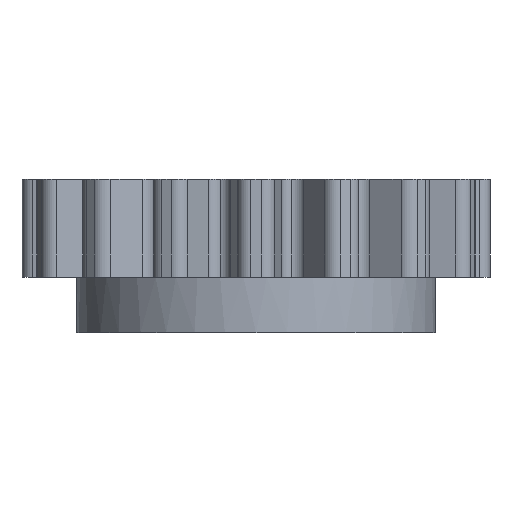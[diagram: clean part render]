
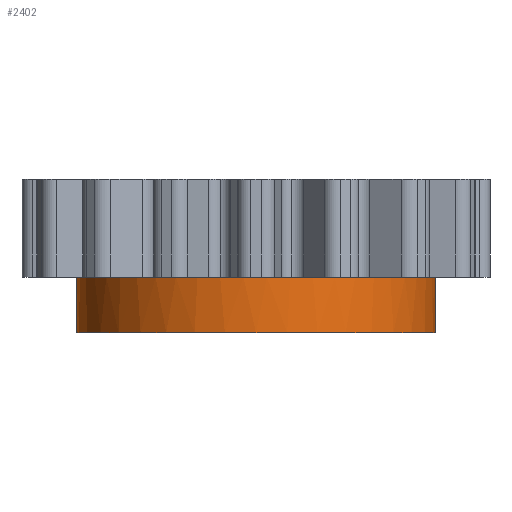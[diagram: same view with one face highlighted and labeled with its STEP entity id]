
A CAD part, front view. The second image highlights one B-rep face of the part: STEP entity #2402.
In plain terms, the highlighted cylindrical face has radius 6.985 mm (diameter 13.97 mm), a full revolution.
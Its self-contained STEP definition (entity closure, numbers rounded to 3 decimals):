
#40=LINE('',#3771,#251);
#251=VECTOR('',#2949,6.985);
#450=CYLINDRICAL_SURFACE('',#2577,6.985);
#521=FACE_OUTER_BOUND('',#656,.T.);
#656=EDGE_LOOP('',(#1621,#1622,#1623,#1624,#1625,#1626,#1627,#1628,#1629,
#1630,#1631,#1632,#1633,#1634,#1635,#1636,#1637,#1638,#1639,#1640));
#805=CIRCLE('',#2578,6.985);
#806=CIRCLE('',#2579,6.985);
#807=CIRCLE('',#2580,6.985);
#808=CIRCLE('',#2581,6.985);
#809=CIRCLE('',#2582,6.985);
#810=CIRCLE('',#2583,6.985);
#811=CIRCLE('',#2584,6.985);
#812=CIRCLE('',#2585,6.985);
#813=CIRCLE('',#2586,6.985);
#814=CIRCLE('',#2587,6.985);
#815=CIRCLE('',#2588,6.985);
#816=CIRCLE('',#2589,6.985);
#817=CIRCLE('',#2590,6.985);
#818=CIRCLE('',#2591,6.985);
#819=CIRCLE('',#2592,6.985);
#820=CIRCLE('',#2593,6.985);
#821=CIRCLE('',#2594,6.985);
#822=CIRCLE('',#2595,6.985);
#995=VERTEX_POINT('',#3768);
#996=VERTEX_POINT('',#3770);
#997=VERTEX_POINT('',#3772);
#998=VERTEX_POINT('',#3774);
#999=VERTEX_POINT('',#3776);
#1000=VERTEX_POINT('',#3778);
#1001=VERTEX_POINT('',#3780);
#1002=VERTEX_POINT('',#3782);
#1003=VERTEX_POINT('',#3784);
#1004=VERTEX_POINT('',#3786);
#1005=VERTEX_POINT('',#3788);
#1006=VERTEX_POINT('',#3790);
#1007=VERTEX_POINT('',#3792);
#1008=VERTEX_POINT('',#3794);
#1009=VERTEX_POINT('',#3796);
#1010=VERTEX_POINT('',#3798);
#1011=VERTEX_POINT('',#3800);
#1012=VERTEX_POINT('',#3802);
#1242=EDGE_CURVE('',#995,#995,#805,.T.);
#1243=EDGE_CURVE('',#995,#996,#40,.T.);
#1244=EDGE_CURVE('',#997,#996,#806,.T.);
#1245=EDGE_CURVE('',#998,#997,#807,.T.);
#1246=EDGE_CURVE('',#999,#998,#808,.T.);
#1247=EDGE_CURVE('',#1000,#999,#809,.T.);
#1248=EDGE_CURVE('',#1001,#1000,#810,.T.);
#1249=EDGE_CURVE('',#1002,#1001,#811,.T.);
#1250=EDGE_CURVE('',#1003,#1002,#812,.T.);
#1251=EDGE_CURVE('',#1004,#1003,#813,.T.);
#1252=EDGE_CURVE('',#1005,#1004,#814,.T.);
#1253=EDGE_CURVE('',#1006,#1005,#815,.T.);
#1254=EDGE_CURVE('',#1007,#1006,#816,.T.);
#1255=EDGE_CURVE('',#1008,#1007,#817,.T.);
#1256=EDGE_CURVE('',#1009,#1008,#818,.T.);
#1257=EDGE_CURVE('',#1010,#1009,#819,.T.);
#1258=EDGE_CURVE('',#1011,#1010,#820,.T.);
#1259=EDGE_CURVE('',#1012,#1011,#821,.T.);
#1260=EDGE_CURVE('',#996,#1012,#822,.T.);
#1621=ORIENTED_EDGE('',*,*,#1242,.T.);
#1622=ORIENTED_EDGE('',*,*,#1243,.T.);
#1623=ORIENTED_EDGE('',*,*,#1244,.F.);
#1624=ORIENTED_EDGE('',*,*,#1245,.F.);
#1625=ORIENTED_EDGE('',*,*,#1246,.F.);
#1626=ORIENTED_EDGE('',*,*,#1247,.F.);
#1627=ORIENTED_EDGE('',*,*,#1248,.F.);
#1628=ORIENTED_EDGE('',*,*,#1249,.F.);
#1629=ORIENTED_EDGE('',*,*,#1250,.F.);
#1630=ORIENTED_EDGE('',*,*,#1251,.F.);
#1631=ORIENTED_EDGE('',*,*,#1252,.F.);
#1632=ORIENTED_EDGE('',*,*,#1253,.F.);
#1633=ORIENTED_EDGE('',*,*,#1254,.F.);
#1634=ORIENTED_EDGE('',*,*,#1255,.F.);
#1635=ORIENTED_EDGE('',*,*,#1256,.F.);
#1636=ORIENTED_EDGE('',*,*,#1257,.F.);
#1637=ORIENTED_EDGE('',*,*,#1258,.F.);
#1638=ORIENTED_EDGE('',*,*,#1259,.F.);
#1639=ORIENTED_EDGE('',*,*,#1260,.F.);
#1640=ORIENTED_EDGE('',*,*,#1243,.F.);
#2402=ADVANCED_FACE('',(#521),#450,.T.);
#2577=AXIS2_PLACEMENT_3D('',#3767,#2945,#2946);
#2578=AXIS2_PLACEMENT_3D('',#3769,#2947,#2948);
#2579=AXIS2_PLACEMENT_3D('',#3773,#2950,#2951);
#2580=AXIS2_PLACEMENT_3D('',#3775,#2952,#2953);
#2581=AXIS2_PLACEMENT_3D('',#3777,#2954,#2955);
#2582=AXIS2_PLACEMENT_3D('',#3779,#2956,#2957);
#2583=AXIS2_PLACEMENT_3D('',#3781,#2958,#2959);
#2584=AXIS2_PLACEMENT_3D('',#3783,#2960,#2961);
#2585=AXIS2_PLACEMENT_3D('',#3785,#2962,#2963);
#2586=AXIS2_PLACEMENT_3D('',#3787,#2964,#2965);
#2587=AXIS2_PLACEMENT_3D('',#3789,#2966,#2967);
#2588=AXIS2_PLACEMENT_3D('',#3791,#2968,#2969);
#2589=AXIS2_PLACEMENT_3D('',#3793,#2970,#2971);
#2590=AXIS2_PLACEMENT_3D('',#3795,#2972,#2973);
#2591=AXIS2_PLACEMENT_3D('',#3797,#2974,#2975);
#2592=AXIS2_PLACEMENT_3D('',#3799,#2976,#2977);
#2593=AXIS2_PLACEMENT_3D('',#3801,#2978,#2979);
#2594=AXIS2_PLACEMENT_3D('',#3803,#2980,#2981);
#2595=AXIS2_PLACEMENT_3D('',#3804,#2982,#2983);
#2945=DIRECTION('center_axis',(0.,0.,-1.));
#2946=DIRECTION('ref_axis',(-1.,0.,0.));
#2947=DIRECTION('center_axis',(0.,0.,1.));
#2948=DIRECTION('ref_axis',(1.,0.,0.));
#2949=DIRECTION('',(0.,0.,1.));
#2950=DIRECTION('center_axis',(0.,0.,1.));
#2951=DIRECTION('ref_axis',(1.,0.,0.));
#2952=DIRECTION('center_axis',(0.,0.,1.));
#2953=DIRECTION('ref_axis',(1.,0.,0.));
#2954=DIRECTION('center_axis',(0.,0.,1.));
#2955=DIRECTION('ref_axis',(1.,0.,0.));
#2956=DIRECTION('center_axis',(0.,0.,1.));
#2957=DIRECTION('ref_axis',(1.,0.,0.));
#2958=DIRECTION('center_axis',(0.,0.,1.));
#2959=DIRECTION('ref_axis',(1.,0.,0.));
#2960=DIRECTION('center_axis',(0.,0.,1.));
#2961=DIRECTION('ref_axis',(1.,0.,0.));
#2962=DIRECTION('center_axis',(0.,0.,1.));
#2963=DIRECTION('ref_axis',(1.,0.,0.));
#2964=DIRECTION('center_axis',(0.,0.,1.));
#2965=DIRECTION('ref_axis',(1.,0.,0.));
#2966=DIRECTION('center_axis',(0.,0.,1.));
#2967=DIRECTION('ref_axis',(1.,0.,0.));
#2968=DIRECTION('center_axis',(0.,0.,1.));
#2969=DIRECTION('ref_axis',(1.,0.,0.));
#2970=DIRECTION('center_axis',(0.,0.,1.));
#2971=DIRECTION('ref_axis',(1.,0.,0.));
#2972=DIRECTION('center_axis',(0.,0.,1.));
#2973=DIRECTION('ref_axis',(1.,0.,0.));
#2974=DIRECTION('center_axis',(0.,0.,1.));
#2975=DIRECTION('ref_axis',(1.,0.,0.));
#2976=DIRECTION('center_axis',(0.,0.,1.));
#2977=DIRECTION('ref_axis',(1.,0.,0.));
#2978=DIRECTION('center_axis',(0.,0.,1.));
#2979=DIRECTION('ref_axis',(1.,0.,0.));
#2980=DIRECTION('center_axis',(0.,0.,1.));
#2981=DIRECTION('ref_axis',(1.,0.,0.));
#2982=DIRECTION('center_axis',(0.,0.,1.));
#2983=DIRECTION('ref_axis',(1.,0.,0.));
#3767=CARTESIAN_POINT('Origin',(0.,0.,5.969));
#3768=CARTESIAN_POINT('',(6.985,0.,0.));
#3769=CARTESIAN_POINT('Origin',(0.,0.,0.));
#3770=CARTESIAN_POINT('',(6.985,0.,2.159));
#3771=CARTESIAN_POINT('',(6.985,0.,5.969));
#3772=CARTESIAN_POINT('',(6.844,-1.394,2.159));
#3773=CARTESIAN_POINT('Origin',(0.,0.,2.159));
#3774=CARTESIAN_POINT('',(5.79,-3.907,2.159));
#3775=CARTESIAN_POINT('Origin',(0.,0.,2.159));
#3776=CARTESIAN_POINT('',(3.854,-5.826,2.159));
#3777=CARTESIAN_POINT('Origin',(0.,0.,2.159));
#3778=CARTESIAN_POINT('',(1.331,-6.857,2.159));
#3779=CARTESIAN_POINT('Origin',(0.,0.,2.159));
#3780=CARTESIAN_POINT('',(-1.394,-6.844,2.159));
#3781=CARTESIAN_POINT('Origin',(0.,0.,2.159));
#3782=CARTESIAN_POINT('',(-3.907,-5.79,2.159));
#3783=CARTESIAN_POINT('Origin',(0.,0.,2.159));
#3784=CARTESIAN_POINT('',(-5.826,-3.854,2.159));
#3785=CARTESIAN_POINT('Origin',(0.,0.,2.159));
#3786=CARTESIAN_POINT('',(-6.857,-1.331,2.159));
#3787=CARTESIAN_POINT('Origin',(0.,0.,2.159));
#3788=CARTESIAN_POINT('',(-6.844,1.394,2.159));
#3789=CARTESIAN_POINT('Origin',(0.,0.,2.159));
#3790=CARTESIAN_POINT('',(-5.79,3.907,2.159));
#3791=CARTESIAN_POINT('Origin',(0.,0.,2.159));
#3792=CARTESIAN_POINT('',(-3.854,5.826,2.159));
#3793=CARTESIAN_POINT('Origin',(0.,0.,2.159));
#3794=CARTESIAN_POINT('',(-1.331,6.857,2.159));
#3795=CARTESIAN_POINT('Origin',(0.,0.,2.159));
#3796=CARTESIAN_POINT('',(1.331,6.857,2.159));
#3797=CARTESIAN_POINT('Origin',(0.,0.,2.159));
#3798=CARTESIAN_POINT('',(3.907,5.79,2.159));
#3799=CARTESIAN_POINT('Origin',(0.,0.,2.159));
#3800=CARTESIAN_POINT('',(5.826,3.854,2.159));
#3801=CARTESIAN_POINT('Origin',(0.,0.,2.159));
#3802=CARTESIAN_POINT('',(6.857,1.331,2.159));
#3803=CARTESIAN_POINT('Origin',(0.,0.,2.159));
#3804=CARTESIAN_POINT('Origin',(0.,0.,2.159));
